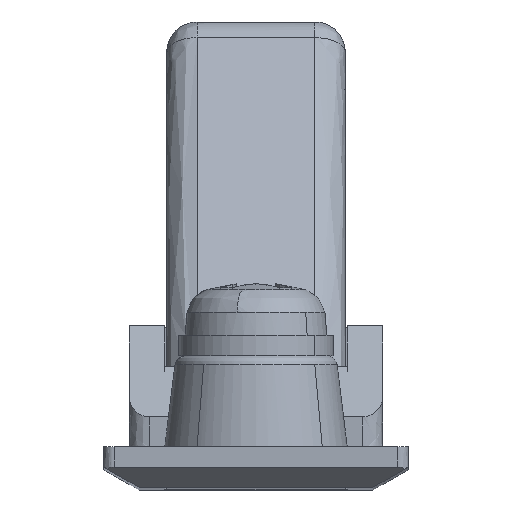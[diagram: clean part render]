
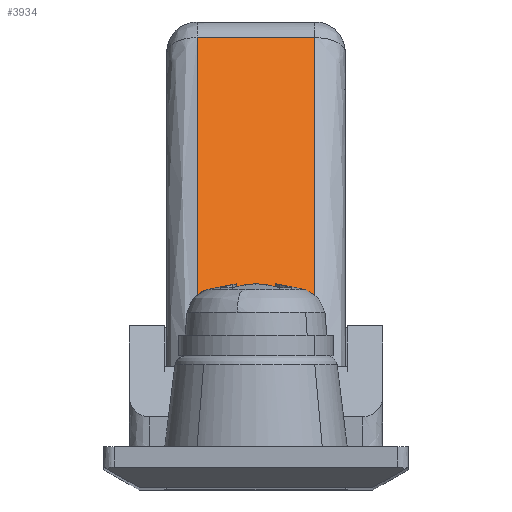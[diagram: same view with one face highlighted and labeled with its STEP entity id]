
A CAD part, top view. The second image highlights one B-rep face of the part: STEP entity #3934.
In plain terms, the highlighted free-form (B-spline) face has degree [1, 1] with [2, 2] control points.
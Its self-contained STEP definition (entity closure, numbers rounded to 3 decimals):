
#2037=CARTESIAN_POINT('',(2.,-2.9,21.5));
#2038=VERTEX_POINT('',#2037);
#2052=CARTESIAN_POINT('',(2.,2.9,21.5));
#2053=VERTEX_POINT('',#2052);
#2054=CARTESIAN_POINT('',(2.,2.9,21.5));
#2055=CARTESIAN_POINT('',(2.,-2.9,21.5));
#2056=QUASI_UNIFORM_CURVE('',1,(#2054,#2055),.UNSPECIFIED.,.F.,.U.);
#2057=EDGE_CURVE('',#2053,#2038,#2056,.T.);
#3122=CARTESIAN_POINT('',(20.226,-2.9,11.428));
#3123=VERTEX_POINT('',#3122);
#3299=CARTESIAN_POINT('',(20.226,2.9,11.428));
#3300=VERTEX_POINT('',#3299);
#3681=CARTESIAN_POINT('',(20.226,2.9,11.428));
#3682=CARTESIAN_POINT('',(20.226,-2.9,11.428));
#3683=QUASI_UNIFORM_CURVE('',1,(#3681,#3682),.UNSPECIFIED.,.F.,.U.);
#3684=EDGE_CURVE('',#3300,#3123,#3683,.T.);
#3857=CARTESIAN_POINT('',(2.,-2.9,21.5));
#3858=CARTESIAN_POINT('',(20.226,-2.9,11.428));
#3859=QUASI_UNIFORM_CURVE('',1,(#3857,#3858),.UNSPECIFIED.,.F.,.U.);
#3860=EDGE_CURVE('',#2038,#3123,#3859,.T.);
#3911=CARTESIAN_POINT('',(20.226,2.9,11.428));
#3912=CARTESIAN_POINT('',(2.,2.9,21.5));
#3913=QUASI_UNIFORM_CURVE('',1,(#3911,#3912),.UNSPECIFIED.,.F.,.U.);
#3914=EDGE_CURVE('',#3300,#2053,#3913,.T.);
#3923=CARTESIAN_POINT('',(1.09,-3.19,22.003));
#3924=CARTESIAN_POINT('',(21.136,-3.19,10.925));
#3925=CARTESIAN_POINT('',(1.09,3.19,22.003));
#3926=CARTESIAN_POINT('',(21.136,3.19,10.925));
#3927=B_SPLINE_SURFACE_WITH_KNOTS('',1,1,((#3923,#3925),(#3924,#3926)),.UNSPECIFIED.,.F.,.F.,.U.,(2,2),(2,2),(0.0,22.904),(0.0,6.379),.UNSPECIFIED.);
#3928=ORIENTED_EDGE('',*,*,#3914,.T.);
#3929=ORIENTED_EDGE('',*,*,#2057,.T.);
#3930=ORIENTED_EDGE('',*,*,#3860,.T.);
#3931=ORIENTED_EDGE('',*,*,#3684,.F.);
#3932=EDGE_LOOP('',(#3928,#3929,#3930,#3931));
#3933=FACE_OUTER_BOUND('',#3932,.T.);
#3934=ADVANCED_FACE('',(#3933),#3927,.T.);
